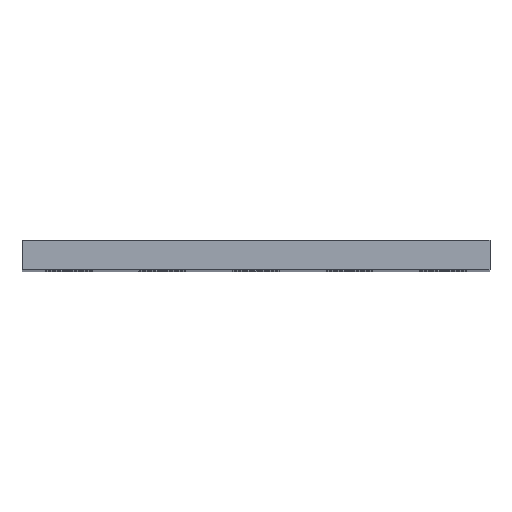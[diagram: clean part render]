
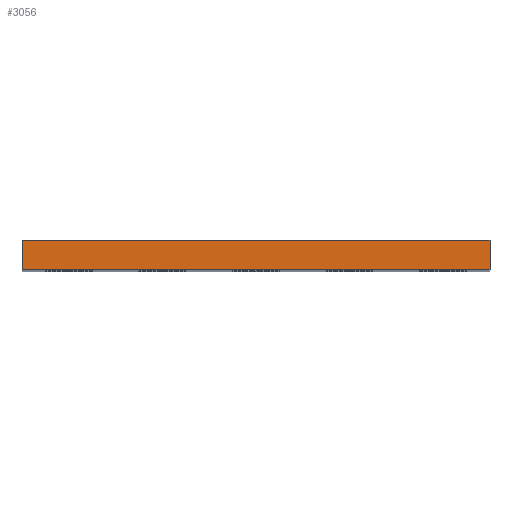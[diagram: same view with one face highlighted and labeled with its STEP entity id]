
A CAD part, top view. The second image highlights one B-rep face of the part: STEP entity #3056.
In plain terms, the highlighted planar face has unit normal (0, 0, 1).
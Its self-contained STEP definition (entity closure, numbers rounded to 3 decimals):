
#292 = EDGE_CURVE ( 'NONE', #1945, #2358, #1854, .T. ) ;
#584 = CARTESIAN_POINT ( 'NONE',  ( -4., 0., 84. ) ) ;
#644 = EDGE_CURVE ( 'NONE', #1945, #1508, #973, .T. ) ;
#682 = DIRECTION ( 'NONE',  ( 0., -1., 0. ) ) ;
#768 = ORIENTED_EDGE ( 'NONE', *, *, #292, .T. ) ;
#789 = EDGE_LOOP ( 'NONE', ( #2439, #1003, #4249, #768 ) ) ;
#811 = PLANE ( 'NONE',  #3470 ) ;
#890 = CARTESIAN_POINT ( 'NONE',  ( -4., 0., 84. ) ) ;
#973 = LINE ( 'NONE', #1758, #1231 ) ;
#1003 = ORIENTED_EDGE ( 'NONE', *, *, #2207, .F. ) ;
#1093 = CARTESIAN_POINT ( 'NONE',  ( -4., 2.5, 84. ) ) ;
#1231 = VECTOR ( 'NONE', #3461, 1000. ) ;
#1287 = DIRECTION ( 'NONE',  ( 1., 0., 0. ) ) ;
#1455 = FACE_OUTER_BOUND ( 'NONE', #789, .T. ) ;
#1494 = DIRECTION ( 'NONE',  ( -1., 0., 0. ) ) ;
#1508 = VERTEX_POINT ( 'NONE', #1962 ) ;
#1752 = CARTESIAN_POINT ( 'NONE',  ( -4., 2.5, 84. ) ) ;
#1758 = CARTESIAN_POINT ( 'NONE',  ( -4., 2.5, 84. ) ) ;
#1764 = VECTOR ( 'NONE', #682, 1000. ) ;
#1854 = LINE ( 'NONE', #3562, #4247 ) ;
#1945 = VERTEX_POINT ( 'NONE', #1752 ) ;
#1962 = CARTESIAN_POINT ( 'NONE',  ( 36., 2.5, 84. ) ) ;
#2165 = DIRECTION ( 'NONE',  ( 0., -1., 0. ) ) ;
#2207 = EDGE_CURVE ( 'NONE', #1508, #3958, #3069, .T. ) ;
#2358 = VERTEX_POINT ( 'NONE', #890 ) ;
#2439 = ORIENTED_EDGE ( 'NONE', *, *, #3406, .T. ) ;
#2599 = VECTOR ( 'NONE', #1287, 1000. ) ;
#2979 = CARTESIAN_POINT ( 'NONE',  ( 36., 0., 84. ) ) ;
#3011 = CARTESIAN_POINT ( 'NONE',  ( 36., 2.5, 84. ) ) ;
#3056 = ADVANCED_FACE ( 'NONE', ( #1455 ), #811, .F. ) ;
#3069 = LINE ( 'NONE', #3011, #1764 ) ;
#3406 = EDGE_CURVE ( 'NONE', #2358, #3958, #3511, .T. ) ;
#3456 = DIRECTION ( 'NONE',  ( 0., 0., -1. ) ) ;
#3461 = DIRECTION ( 'NONE',  ( 1., 0., 0. ) ) ;
#3470 = AXIS2_PLACEMENT_3D ( 'NONE', #1093, #3456, #1494 ) ;
#3511 = LINE ( 'NONE', #584, #2599 ) ;
#3562 = CARTESIAN_POINT ( 'NONE',  ( -4., 2.5, 84. ) ) ;
#3958 = VERTEX_POINT ( 'NONE', #2979 ) ;
#4247 = VECTOR ( 'NONE', #2165, 1000. ) ;
#4249 = ORIENTED_EDGE ( 'NONE', *, *, #644, .F. ) ;
